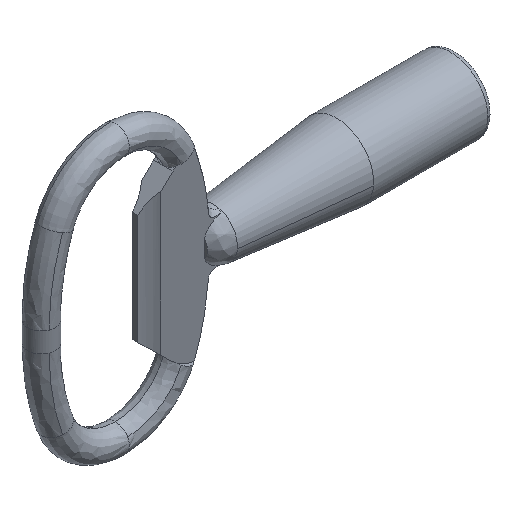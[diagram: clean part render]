
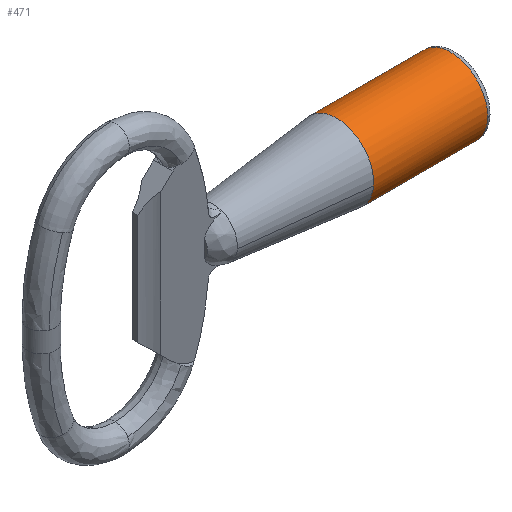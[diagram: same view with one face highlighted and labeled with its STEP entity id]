
A CAD part, isometric view. The second image highlights one B-rep face of the part: STEP entity #471.
In plain terms, the highlighted free-form (B-spline) face has degree [2, 1] with [7, 2] control points.
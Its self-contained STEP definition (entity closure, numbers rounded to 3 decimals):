
#244=CARTESIAN_POINT('',(-1.221,5.104,4.417));
#245=VERTEX_POINT('',#244);
#278=CARTESIAN_POINT('',(-1.221,-4.56,-4.977));
#279=VERTEX_POINT('',#278);
#293=CARTESIAN_POINT('',(-22.,-4.56,-4.977));
#294=VERTEX_POINT('',#293);
#295=CARTESIAN_POINT('',(-1.221,-4.56,-4.977));
#296=CARTESIAN_POINT('',(-22.,-4.56,-4.977));
#297=QUASI_UNIFORM_CURVE('',1,(#295,#296),.UNSPECIFIED.,.F.,.U.);
#298=EDGE_CURVE('',#279,#294,#297,.T.);
#315=CARTESIAN_POINT('',(-22.,5.104,4.417));
#316=VERTEX_POINT('',#315);
#332=CARTESIAN_POINT('',(-1.221,5.104,4.417));
#333=CARTESIAN_POINT('',(-22.,5.104,4.417));
#334=QUASI_UNIFORM_CURVE('',1,(#332,#333),.UNSPECIFIED.,.F.,.U.);
#335=EDGE_CURVE('',#245,#316,#334,.T.);
#340=CARTESIAN_POINT('',(-0.702,-4.56,-4.977));
#341=CARTESIAN_POINT('',(-0.702,-9.537,-0.416));
#342=CARTESIAN_POINT('',(-0.702,-4.977,4.56));
#343=CARTESIAN_POINT('',(-0.702,-0.416,9.537));
#344=CARTESIAN_POINT('',(-0.702,4.56,4.977));
#345=CARTESIAN_POINT('',(-0.702,4.848,4.712));
#346=CARTESIAN_POINT('',(-0.702,5.104,4.417));
#347=CARTESIAN_POINT('',(-22.532,-4.56,-4.977));
#348=CARTESIAN_POINT('',(-22.532,-9.537,-0.416));
#349=CARTESIAN_POINT('',(-22.532,-4.977,4.56));
#350=CARTESIAN_POINT('',(-22.532,-0.416,9.537));
#351=CARTESIAN_POINT('',(-22.532,4.56,4.977));
#352=CARTESIAN_POINT('',(-22.532,4.848,4.712));
#353=CARTESIAN_POINT('',(-22.532,5.104,4.417));
#361=(BOUNDED_SURFACE()B_SPLINE_SURFACE(2,1,((#340,#347),(#341,#348),(#342,#349),(#343,#350),(#344,#351),(#345,#352),(#346,#353)),.UNSPECIFIED.,.F.,.F.,.U.)B_SPLINE_SURFACE_WITH_KNOTS((3,2,2,3),(2,2),(0.0,11.184,22.367,23.262),(0.0,21.831),.UNSPECIFIED.)GEOMETRIC_REPRESENTATION_ITEM()RATIONAL_B_SPLINE_SURFACE(((1.0,1.0),(0.707,0.707),(1.0,1.0),(0.707,0.707),(1.0,1.0),(0.977,0.977),(0.957,0.957)))REPRESENTATION_ITEM('')SURFACE());
#362=CARTESIAN_POINT('',(-1.221,0.0,6.75));
#363=VERTEX_POINT('',#362);
#364=CARTESIAN_POINT('',(-1.221,0.0,6.75));
#365=CARTESIAN_POINT('',(-1.221,3.085,6.75));
#366=CARTESIAN_POINT('',(-1.221,5.104,4.417));
#374=(BOUNDED_CURVE()B_SPLINE_CURVE(2,(#364,#365,#366),.UNSPECIFIED.,.F.,.U.)B_SPLINE_CURVE_WITH_KNOTS((3,3),(0.0,0.136),.UNSPECIFIED.)CURVE()GEOMETRIC_REPRESENTATION_ITEM()RATIONAL_B_SPLINE_CURVE((1.0,0.841,0.855))REPRESENTATION_ITEM(''));
#375=EDGE_CURVE('',#363,#245,#374,.T.);
#376=ORIENTED_EDGE('',*,*,#375,.T.);
#377=ORIENTED_EDGE('',*,*,#335,.T.);
#378=CARTESIAN_POINT('',(-22.,0.0,6.75));
#379=VERTEX_POINT('',#378);
#380=CARTESIAN_POINT('',(-22.,0.0,6.75));
#381=CARTESIAN_POINT('',(-22.,3.085,6.75));
#382=CARTESIAN_POINT('',(-22.,5.104,4.417));
#390=(BOUNDED_CURVE()B_SPLINE_CURVE(2,(#380,#381,#382),.UNSPECIFIED.,.F.,.U.)B_SPLINE_CURVE_WITH_KNOTS((3,3),(0.0,0.136),.UNSPECIFIED.)CURVE()GEOMETRIC_REPRESENTATION_ITEM()RATIONAL_B_SPLINE_CURVE((1.0,0.841,0.855))REPRESENTATION_ITEM(''));
#391=EDGE_CURVE('',#379,#316,#390,.T.);
#392=ORIENTED_EDGE('',*,*,#391,.F.);
#393=CARTESIAN_POINT('',(-22.,-6.723,-0.604));
#394=VERTEX_POINT('',#393);
#395=CARTESIAN_POINT('',(-22.,-6.723,-0.604));
#396=CARTESIAN_POINT('',(-22.,-6.75,-0.303));
#397=CARTESIAN_POINT('',(-22.,-6.75,0.0));
#398=CARTESIAN_POINT('',(-22.,-6.75,6.75));
#399=CARTESIAN_POINT('',(-22.,0.0,6.75));
#407=(BOUNDED_CURVE()B_SPLINE_CURVE(2,(#395,#396,#397,#398,#399),.UNSPECIFIED.,.F.,.U.)B_SPLINE_CURVE_WITH_KNOTS((3,2,3),(0.734,0.75,1.0),.UNSPECIFIED.)CURVE()GEOMETRIC_REPRESENTATION_ITEM()RATIONAL_B_SPLINE_CURVE((0.966,0.982,1.0,0.707,1.0))REPRESENTATION_ITEM(''));
#408=EDGE_CURVE('',#394,#379,#407,.T.);
#409=ORIENTED_EDGE('',*,*,#408,.F.);
#410=CARTESIAN_POINT('',(-22.,-4.819,-4.726));
#411=VERTEX_POINT('',#410);
#412=CARTESIAN_POINT('',(-22.,-4.819,-4.726));
#413=CARTESIAN_POINT('',(-22.,-6.507,-3.005));
#414=CARTESIAN_POINT('',(-22.,-6.723,-0.604));
#422=(BOUNDED_CURVE()B_SPLINE_CURVE(2,(#412,#413,#414),.UNSPECIFIED.,.F.,.U.)B_SPLINE_CURVE_WITH_KNOTS((3,3),(0.626,0.734),.UNSPECIFIED.)CURVE()GEOMETRIC_REPRESENTATION_ITEM()RATIONAL_B_SPLINE_CURVE((0.854,0.855,0.966))REPRESENTATION_ITEM(''));
#423=EDGE_CURVE('',#411,#394,#422,.T.);
#424=ORIENTED_EDGE('',*,*,#423,.F.);
#425=CARTESIAN_POINT('',(-22.,-4.56,-4.977));
#426=CARTESIAN_POINT('',(-22.,-4.693,-4.855));
#427=CARTESIAN_POINT('',(-22.,-4.819,-4.726));
#435=(BOUNDED_CURVE()B_SPLINE_CURVE(2,(#425,#426,#427),.UNSPECIFIED.,.F.,.U.)B_SPLINE_CURVE_WITH_KNOTS((3,3),(0.618,0.626),.UNSPECIFIED.)CURVE()GEOMETRIC_REPRESENTATION_ITEM()RATIONAL_B_SPLINE_CURVE((0.854,0.853,0.854))REPRESENTATION_ITEM(''));
#436=EDGE_CURVE('',#294,#411,#435,.T.);
#437=ORIENTED_EDGE('',*,*,#436,.F.);
#438=ORIENTED_EDGE('',*,*,#298,.F.);
#439=CARTESIAN_POINT('',(-1.221,-6.748,-0.17));
#440=VERTEX_POINT('',#439);
#441=CARTESIAN_POINT('',(-1.221,-4.56,-4.977));
#442=CARTESIAN_POINT('',(-1.221,-6.676,-3.038));
#443=CARTESIAN_POINT('',(-1.221,-6.748,-0.17));
#451=(BOUNDED_CURVE()B_SPLINE_CURVE(2,(#441,#442,#443),.UNSPECIFIED.,.F.,.U.)B_SPLINE_CURVE_WITH_KNOTS((3,3),(0.618,0.746),.UNSPECIFIED.)CURVE()GEOMETRIC_REPRESENTATION_ITEM()RATIONAL_B_SPLINE_CURVE((0.854,0.846,0.99))REPRESENTATION_ITEM(''));
#452=EDGE_CURVE('',#279,#440,#451,.T.);
#453=ORIENTED_EDGE('',*,*,#452,.T.);
#454=CARTESIAN_POINT('',(-1.221,-6.748,-0.17));
#455=CARTESIAN_POINT('',(-1.221,-6.75,-0.085));
#456=CARTESIAN_POINT('',(-1.221,-6.75,0.0));
#457=CARTESIAN_POINT('',(-1.221,-6.75,6.75));
#458=CARTESIAN_POINT('',(-1.221,0.0,6.75));
#466=(BOUNDED_CURVE()B_SPLINE_CURVE(2,(#454,#455,#456,#457,#458),.UNSPECIFIED.,.F.,.U.)B_SPLINE_CURVE_WITH_KNOTS((3,2,3),(0.746,0.75,1.0),.UNSPECIFIED.)CURVE()GEOMETRIC_REPRESENTATION_ITEM()RATIONAL_B_SPLINE_CURVE((0.99,0.995,1.0,0.707,1.0))REPRESENTATION_ITEM(''));
#467=EDGE_CURVE('',#440,#363,#466,.T.);
#468=ORIENTED_EDGE('',*,*,#467,.T.);
#469=EDGE_LOOP('',(#376,#377,#392,#409,#424,#437,#438,#453,#468));
#470=FACE_OUTER_BOUND('',#469,.T.);
#471=ADVANCED_FACE('',(#470),#361,.T.);
